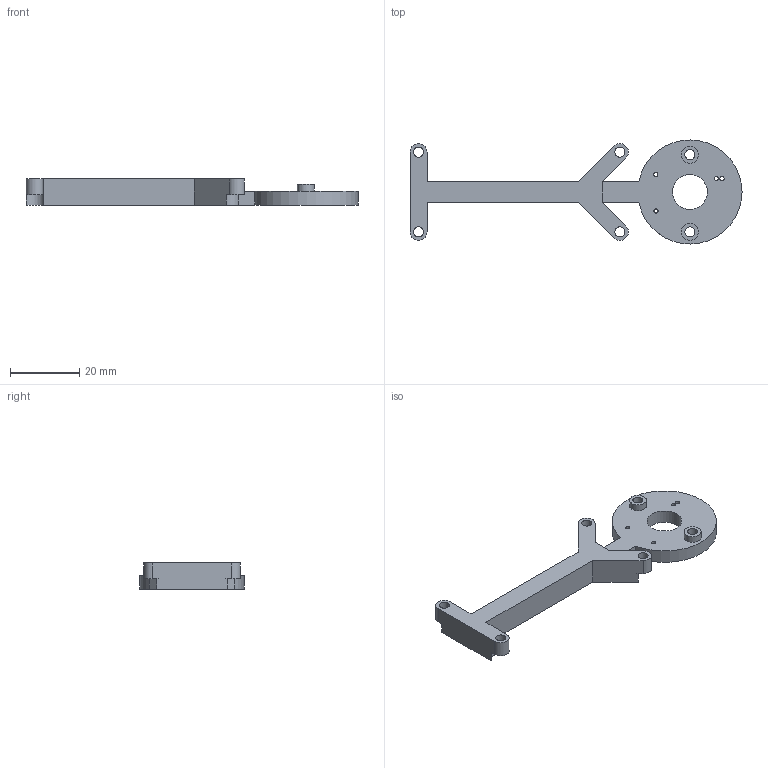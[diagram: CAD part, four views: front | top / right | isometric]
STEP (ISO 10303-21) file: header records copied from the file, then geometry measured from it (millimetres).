
FILE_DESCRIPTION(/* description */ ('STEP AP242 Edition 2','CAx-IF Rec.Pracs.---Representation and Presentation of Product Manufacturing Information (PMI)---4.0---2014-10-13','CAx-IF Rec.Pracs.---3D Tessellated Geometry---0.4---2014-09-14','2;1','CAx-IF Rec.Pracs.---User Defined Attributes---1.5---2016-08-15'),/* implementation_level */ '2;1');
FILE_NAME(/* name */ 'Assembly 1 - Stand',/* time_stamp */ '2026-01-05T13:52:14Z',/* author */ (''),/* organization */ (''),/* preprocessor_version */ 'ST-DEVELOPER v20',/* originating_system */ 'ONSHAPE BY PTC INC, 1.208',/* authorisation */ ' ');
FILE_SCHEMA (('AP242_MANAGED_MODEL_BASED_3D_ENGINEERING_MIM_LF { 1 0 10303 442 3 1 4 }'));
Length unit declared in the file: metre
Products named in the file (1): Stand
Bounding box: 95.65 x 30 x 7.6 mm (x, y, z)
Volume: 6598.4 mm3; surface area: 4981.7 mm2
Topology: 1 solids, 1 shells, 47 faces, 127 edges, 86 vertices
Faces by surface type: cylinder 24, plane 23
Full cylindrical faces by diameter (mm): 1.2 x4, 2.9 x6, 4.9 x2, 5.6 x2, 10 x1
Entity records: 1438 total; most frequent: DIRECTION 250, CARTESIAN_POINT 234, ORIENTED_EDGE 212, EDGE_CURVE 106, AXIS2_PLACEMENT_3D 96, EDGE_LOOP 88, FACE_BOUND 88, VERTEX_POINT 80
